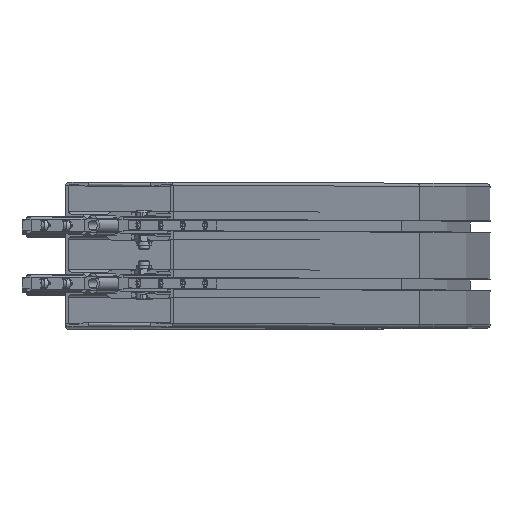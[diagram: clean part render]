
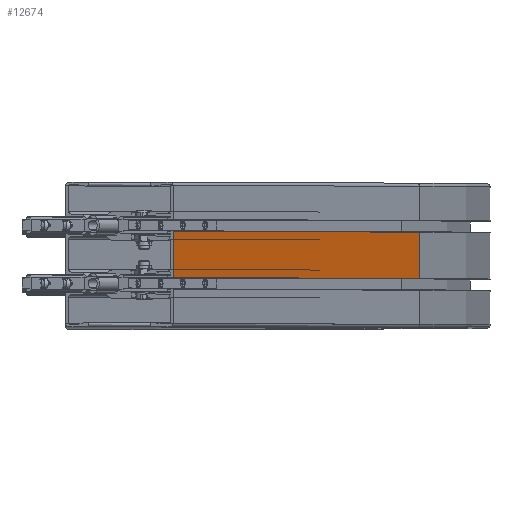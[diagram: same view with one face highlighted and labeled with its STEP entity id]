
A CAD part, top view. The second image highlights one B-rep face of the part: STEP entity #12674.
In plain terms, the highlighted face is planar.
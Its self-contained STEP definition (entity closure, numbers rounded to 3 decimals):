
#486=PLANE('',#14203);
#1092=FACE_OUTER_BOUND('',#1797,.T.);
#1797=EDGE_LOOP('',(#9998,#9999,#10000,#10001));
#2620=LINE('',#20818,#3622);
#2709=LINE('',#21195,#3711);
#2711=LINE('',#21203,#3713);
#2712=LINE('',#21204,#3714);
#3622=VECTOR('',#17048,10.);
#3711=VECTOR('',#17497,10.);
#3713=VECTOR('',#17507,10.);
#3714=VECTOR('',#17508,10.);
#5494=VERTEX_POINT('',#20802);
#5499=VERTEX_POINT('',#20816);
#5607=VERTEX_POINT('',#21194);
#5609=VERTEX_POINT('',#21202);
#7002=EDGE_CURVE('',#5494,#5499,#2620,.T.);
#7189=EDGE_CURVE('',#5607,#5494,#2709,.T.);
#7193=EDGE_CURVE('',#5609,#5499,#2711,.T.);
#7194=EDGE_CURVE('',#5609,#5607,#2712,.T.);
#9998=ORIENTED_EDGE('',*,*,#7002,.T.);
#9999=ORIENTED_EDGE('',*,*,#7193,.F.);
#10000=ORIENTED_EDGE('',*,*,#7194,.T.);
#10001=ORIENTED_EDGE('',*,*,#7189,.T.);
#12674=ADVANCED_FACE('',(#1092),#486,.T.);
#14203=AXIS2_PLACEMENT_3D('',#21201,#17505,#17506);
#17048=DIRECTION('',(0.,-1.,0.));
#17497=DIRECTION('',(-0.383,0.,-0.924));
#17505=DIRECTION('center_axis',(-0.924,0.,0.383));
#17506=DIRECTION('ref_axis',(0.383,0.,0.924));
#17507=DIRECTION('',(-0.383,0.,-0.924));
#17508=DIRECTION('',(0.,1.,0.));
#20802=CARTESIAN_POINT('',(56.71,17.95,285.099));
#20816=CARTESIAN_POINT('',(56.71,-17.95,285.099));
#20818=CARTESIAN_POINT('',(56.71,-8.975,285.099));
#21194=CARTESIAN_POINT('',(248.028,17.95,746.983));
#21195=CARTESIAN_POINT('',(-55.248,17.95,14.808));
#21201=CARTESIAN_POINT('Origin',(-55.248,-17.95,14.808));
#21202=CARTESIAN_POINT('',(248.028,-17.95,746.983));
#21203=CARTESIAN_POINT('',(-55.248,-17.95,14.808));
#21204=CARTESIAN_POINT('',(248.028,-17.95,746.983));
